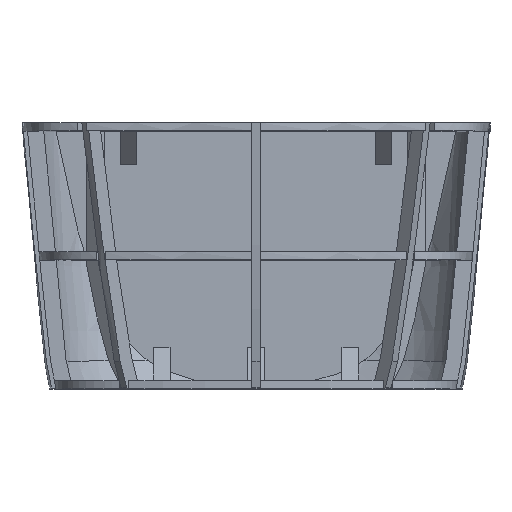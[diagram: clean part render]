
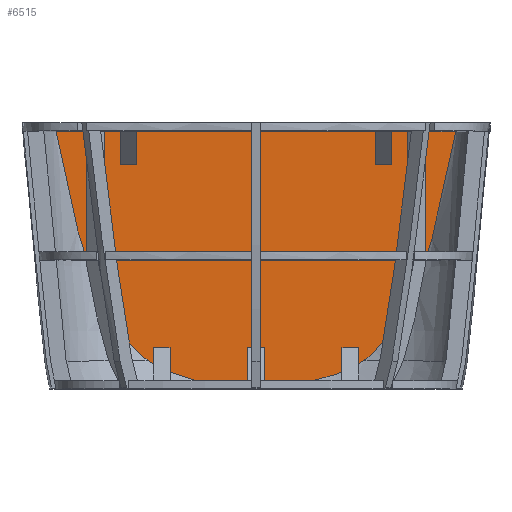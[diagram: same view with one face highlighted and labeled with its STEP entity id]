
A CAD part, top view. The second image highlights one B-rep face of the part: STEP entity #6515.
In plain terms, the highlighted planar face has unit normal (0, 0, 1).
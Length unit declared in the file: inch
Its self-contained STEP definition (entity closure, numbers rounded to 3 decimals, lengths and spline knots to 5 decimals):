
#581=FACE_OUTER_BOUND('',#970,.T.);
#970=EDGE_LOOP('',(#5186,#5187,#5188,#5189,#5190,#5191,#5192));
#1298=B_SPLINE_CURVE_WITH_KNOTS('',3,(#13363,#13364,#13365,#13366,#13367,
#13368,#13369,#13370),.UNSPECIFIED.,.F.,.F.,(4,2,2,4),(8.07906,
8.87135,10.74421,11.8908),.UNSPECIFIED.);
#1304=B_SPLINE_CURVE_WITH_KNOTS('',3,(#13548,#13549,#13550,#13551,#13552,
#13553,#13554,#13555,#13556,#13557,#13558,#13559,#13560,#13561,#13562,#13563),
 .UNSPECIFIED.,.F.,.F.,(4,3,3,3,3,4),(-9.6004,-9.11276,
-8.68102,-4.45095,-1.842,-0.22087),
 .UNSPECIFIED.);
#1306=B_SPLINE_CURVE_WITH_KNOTS('',3,(#13605,#13606,#13607,#13608,#13609,
#13610,#13611,#13612),.UNSPECIFIED.,.F.,.F.,(4,2,2,4),(-3.80908,
-2.96922,-1.37916,-0.01033),.UNSPECIFIED.);
#1307=B_SPLINE_CURVE_WITH_KNOTS('',3,(#13614,#13615,#13616,#13617,#13618,
#13619,#13620,#13621,#13622,#13623,#13624,#13625),.UNSPECIFIED.,.F.,.F.,
(4,2,2,2,2,4),(3.8112,5.13488,8.89899,16.89257,
22.03422,25.79707),.UNSPECIFIED.);
#1308=B_SPLINE_CURVE_WITH_KNOTS('',3,(#13626,#13627,#13628,#13629,#13630,
#13631,#13632,#13633,#13634,#13635),.UNSPECIFIED.,.F.,.F.,(4,2,2,2,4),(-36.84991,
-27.33781,-16.80373,-7.64952,-0.60267),
 .UNSPECIFIED.);
#1309=B_SPLINE_CURVE_WITH_KNOTS('',3,(#13636,#13637,#13638,#13639,#13640,
#13641,#13642,#13643,#13644,#13645),.UNSPECIFIED.,.F.,.F.,(4,2,2,2,4),(-67.68846,
-55.53251,-40.72214,-14.48577,-0.18367),
 .UNSPECIFIED.);
#1739=LINE('',#13236,#2392);
#2392=VECTOR('',#7883,0.3937);
#2990=VERTEX_POINT('',#13213);
#2995=VERTEX_POINT('',#13234);
#2996=VERTEX_POINT('',#13361);
#2997=VERTEX_POINT('',#13362);
#3002=VERTEX_POINT('',#13519);
#3003=VERTEX_POINT('',#13547);
#3004=VERTEX_POINT('',#13613);
#3762=EDGE_CURVE('',#2990,#2995,#1739,.T.);
#3763=EDGE_CURVE('',#2996,#2997,#1298,.T.);
#3770=EDGE_CURVE('',#3003,#3002,#1304,.F.);
#3772=EDGE_CURVE('',#3002,#2997,#1306,.T.);
#3773=EDGE_CURVE('',#2996,#3004,#1307,.T.);
#3774=EDGE_CURVE('',#3004,#2990,#1308,.F.);
#3775=EDGE_CURVE('',#2995,#3003,#1309,.F.);
#5186=ORIENTED_EDGE('',*,*,#3772,.T.);
#5187=ORIENTED_EDGE('',*,*,#3763,.F.);
#5188=ORIENTED_EDGE('',*,*,#3773,.T.);
#5189=ORIENTED_EDGE('',*,*,#3774,.T.);
#5190=ORIENTED_EDGE('',*,*,#3762,.T.);
#5191=ORIENTED_EDGE('',*,*,#3775,.T.);
#5192=ORIENTED_EDGE('',*,*,#3770,.T.);
#6190=PLANE('',#6955);
#6515=ADVANCED_FACE('',(#581),#6190,.T.);
#6955=AXIS2_PLACEMENT_3D('',#13604,#7885,#7886);
#7883=DIRECTION('',(-1.,0.,0.));
#7885=DIRECTION('center_axis',(0.,0.,1.));
#7886=DIRECTION('ref_axis',(1.,0.,0.));
#13213=CARTESIAN_POINT('',(18.18159,0.,-17.775));
#13234=CARTESIAN_POINT('',(-18.18159,0.,-17.775));
#13236=CARTESIAN_POINT('',(0.,0.,-17.775));
#13361=CARTESIAN_POINT('',(1.49548,-23.78188,-17.775));
#13362=CARTESIAN_POINT('',(0.,-23.75448,-17.775));
#13363=CARTESIAN_POINT('Ctrl Pts',(1.49548,-23.78188,-17.775));
#13364=CARTESIAN_POINT('Ctrl Pts',(1.39183,-23.77853,-17.775));
#13365=CARTESIAN_POINT('Ctrl Pts',(1.28822,-23.7755,-17.775));
#13366=CARTESIAN_POINT('Ctrl Pts',(0.93978,-23.76635,
-17.775));
#13367=CARTESIAN_POINT('Ctrl Pts',(0.69477,-23.76165,
-17.775));
#13368=CARTESIAN_POINT('Ctrl Pts',(0.29992,-23.7566,
-17.775));
#13369=CARTESIAN_POINT('Ctrl Pts',(0.14995,-23.75526,
-17.775));
#13370=CARTESIAN_POINT('Ctrl Pts',(0.,-23.75448,
-17.775));
#13519=CARTESIAN_POINT('',(-1.49548,-23.78188,-17.775));
#13547=CARTESIAN_POINT('',(-9.72664,-21.42303,-17.775));
#13548=CARTESIAN_POINT('Ctrl Pts',(-1.49548,-23.78188,
-17.775));
#13549=CARTESIAN_POINT('Ctrl Pts',(-1.72451,-23.76621,-17.775));
#13550=CARTESIAN_POINT('Ctrl Pts',(-1.95332,-23.74769,
-17.775));
#13551=CARTESIAN_POINT('Ctrl Pts',(-2.18179,-23.72615,
-17.775));
#13552=CARTESIAN_POINT('Ctrl Pts',(-2.38406,-23.70708,
-17.775));
#13553=CARTESIAN_POINT('Ctrl Pts',(-2.58254,-23.68596,
-17.775));
#13554=CARTESIAN_POINT('Ctrl Pts',(-2.77616,-23.66306,
-17.775));
#13555=CARTESIAN_POINT('Ctrl Pts',(-4.67326,-23.43875,
-17.775));
#13556=CARTESIAN_POINT('Ctrl Pts',(-6.14076,-23.04026,
-17.775));
#13557=CARTESIAN_POINT('Ctrl Pts',(-7.27588,-22.61434,-17.775));
#13558=CARTESIAN_POINT('Ctrl Pts',(-7.97598,-22.35165,
-17.775));
#13559=CARTESIAN_POINT('Ctrl Pts',(-8.55254,-22.07725,-17.775));
#13560=CARTESIAN_POINT('Ctrl Pts',(-9.01047,-21.83304,
-17.775));
#13561=CARTESIAN_POINT('Ctrl Pts',(-9.29501,-21.6813,
-17.775));
#13562=CARTESIAN_POINT('Ctrl Pts',(-9.5336,-21.54144,
-17.775));
#13563=CARTESIAN_POINT('Ctrl Pts',(-9.72664,-21.42303,
-17.775));
#13604=CARTESIAN_POINT('Origin',(0.,-12.50288,-17.775));
#13605=CARTESIAN_POINT('Ctrl Pts',(-1.49548,-23.78188,
-17.775));
#13606=CARTESIAN_POINT('Ctrl Pts',(-1.38528,-23.77831,
-17.775));
#13607=CARTESIAN_POINT('Ctrl Pts',(-1.27507,-23.77511,
-17.775));
#13608=CARTESIAN_POINT('Ctrl Pts',(-0.95628,-23.76687,
-17.775));
#13609=CARTESIAN_POINT('Ctrl Pts',(-0.74758,-23.76272,
-17.775));
#13610=CARTESIAN_POINT('Ctrl Pts',(-0.35931,-23.75714,
-17.775));
#13611=CARTESIAN_POINT('Ctrl Pts',(-0.17963,-23.75542,
-17.775));
#13612=CARTESIAN_POINT('Ctrl Pts',(0.,-23.75448,
-17.775));
#13613=CARTESIAN_POINT('',(9.72664,-21.42303,-17.775));
#13614=CARTESIAN_POINT('Ctrl Pts',(1.49548,-23.78188,-17.775));
#13615=CARTESIAN_POINT('Ctrl Pts',(1.66884,-23.77002,-17.775));
#13616=CARTESIAN_POINT('Ctrl Pts',(1.84212,-23.75652,-17.775));
#13617=CARTESIAN_POINT('Ctrl Pts',(2.50725,-23.69809,-17.775));
#13618=CARTESIAN_POINT('Ctrl Pts',(2.99922,-23.64095,-17.775));
#13619=CARTESIAN_POINT('Ctrl Pts',(4.52551,-23.41331,-17.775));
#13620=CARTESIAN_POINT('Ctrl Pts',(5.55831,-23.1861,-17.775));
#13621=CARTESIAN_POINT('Ctrl Pts',(7.20189,-22.65689,-17.775));
#13622=CARTESIAN_POINT('Ctrl Pts',(7.83005,-22.41114,-17.775));
#13623=CARTESIAN_POINT('Ctrl Pts',(8.88731,-21.9077,-17.775));
#13624=CARTESIAN_POINT('Ctrl Pts',(9.31605,-21.67488,-17.775));
#13625=CARTESIAN_POINT('Ctrl Pts',(9.72664,-21.42303,-17.775));
#13626=CARTESIAN_POINT('Ctrl Pts',(18.18159,0.,-17.775));
#13627=CARTESIAN_POINT('Ctrl Pts',(17.75794,-2.20636,-17.775));
#13628=CARTESIAN_POINT('Ctrl Pts',(17.22313,-4.84465,-17.775));
#13629=CARTESIAN_POINT('Ctrl Pts',(16.12815,-9.57206,-17.775));
#13630=CARTESIAN_POINT('Ctrl Pts',(15.51863,-11.81802,-17.775));
#13631=CARTESIAN_POINT('Ctrl Pts',(14.11396,-15.57959,-17.775));
#13632=CARTESIAN_POINT('Ctrl Pts',(13.2876,-17.32668,-17.775));
#13633=CARTESIAN_POINT('Ctrl Pts',(11.34094,-20.01419,-17.775));
#13634=CARTESIAN_POINT('Ctrl Pts',(10.48662,-20.83395,-17.775));
#13635=CARTESIAN_POINT('Ctrl Pts',(9.72664,-21.42303,-17.775));
#13636=CARTESIAN_POINT('Ctrl Pts',(-9.72664,-21.42303,
-17.775));
#13637=CARTESIAN_POINT('Ctrl Pts',(-11.10046,-20.35815,
-17.775));
#13638=CARTESIAN_POINT('Ctrl Pts',(-12.05712,-19.0962,-17.775));
#13639=CARTESIAN_POINT('Ctrl Pts',(-13.47135,-16.88736,
-17.775));
#13640=CARTESIAN_POINT('Ctrl Pts',(-14.0977,-15.56011,
-17.775));
#13641=CARTESIAN_POINT('Ctrl Pts',(-15.54133,-11.84695,
-17.775));
#13642=CARTESIAN_POINT('Ctrl Pts',(-16.27479,-9.07229,
-17.775));
#13643=CARTESIAN_POINT('Ctrl Pts',(-17.41728,-3.87735,-17.775));
#13644=CARTESIAN_POINT('Ctrl Pts',(-17.82674,-1.84806,
-17.775));
#13645=CARTESIAN_POINT('Ctrl Pts',(-18.18159,0.,
-17.775));
